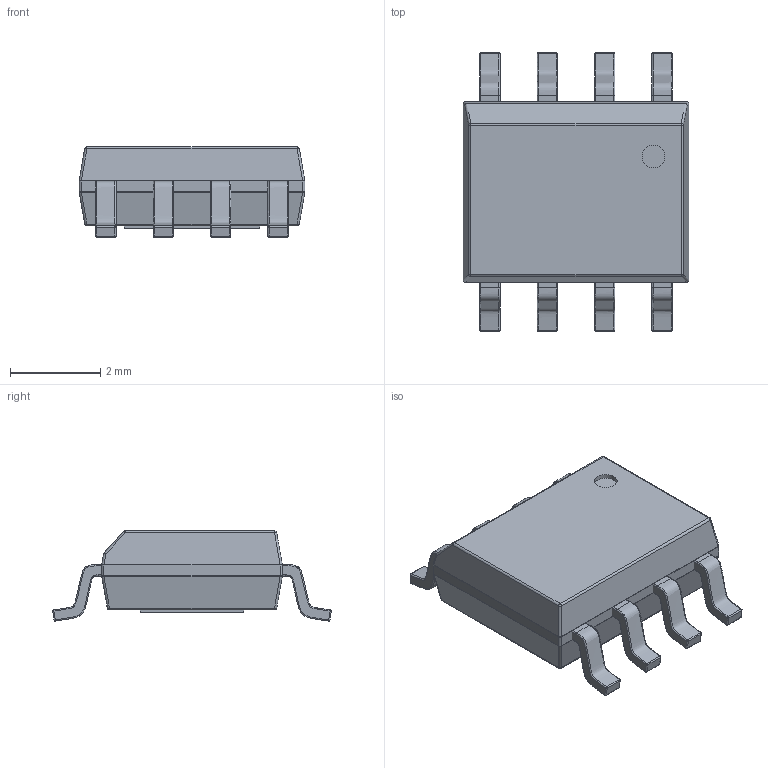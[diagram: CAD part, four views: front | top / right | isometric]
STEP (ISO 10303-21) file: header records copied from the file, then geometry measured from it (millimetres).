
FILE_DESCRIPTION(/* description */ (''),/* implementation_level */ '2;1');
FILE_NAME(/* name */ 'SO PowerPAD8.stp',/* time_stamp */ '2017-09-11T19:43:06-04:00',/* author */ (''),/* organization */ (''),/* preprocessor_version */ 'ST-DEVELOPER v16.13',/* originating_system */ 'Autodesk Translation Framework v6.1.1.50',/* authorisation */ '');
FILE_SCHEMA (('AUTOMOTIVE_DESIGN { 1 0 10303 214 3 1 1 }'));
Length unit declared in the file: millimetre
Products named in the file (1): SO PowerPAD8 v1
Bounding box: 5 x 6.16 x 2 mm (x, y, z)
Volume: 35.1 mm3; surface area: 105.2 mm2
Topology: 10 solids, 10 shells, 410 faces, 834 edges, 450 vertices
Faces by surface type: cylinder 144, plane 92, bspline 92, sphere 82
Full cylindrical faces by diameter (mm): 0.5 x1
Entity records: 15018 total; most frequent: CARTESIAN_POINT 7039, ORIENTED_EDGE 1666, DIRECTION 1586, EDGE_CURVE 833, AXIS2_PLACEMENT_3D 608, VERTEX_POINT 450, EDGE_LOOP 417, FACE_OUTER_BOUND 410
